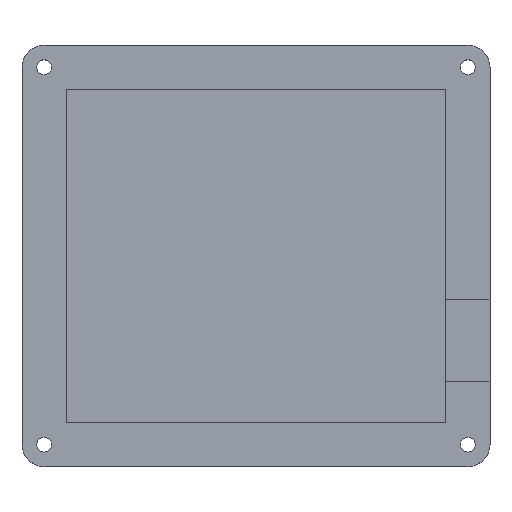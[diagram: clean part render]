
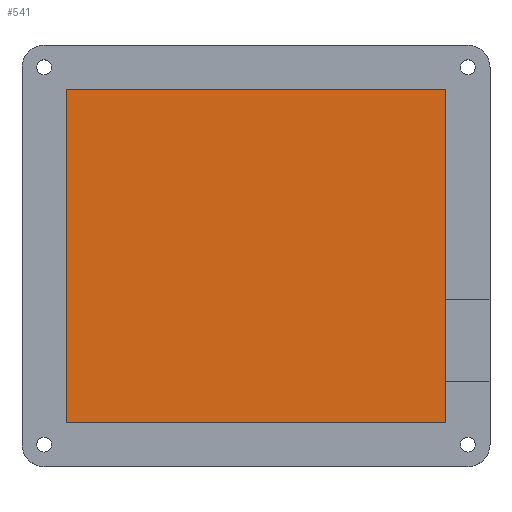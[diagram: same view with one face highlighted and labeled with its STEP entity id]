
A CAD part, top view. The second image highlights one B-rep face of the part: STEP entity #541.
In plain terms, the highlighted planar face has unit normal (0, 0, 1).
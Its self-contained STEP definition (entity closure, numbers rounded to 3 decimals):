
#45=PLANE('',#608);
#73=FACE_OUTER_BOUND('',#109,.T.);
#109=EDGE_LOOP('',(#477,#478,#479,#480));
#152=LINE('',#869,#200);
#154=LINE('',#873,#202);
#160=LINE('',#901,#208);
#162=LINE('',#904,#210);
#200=VECTOR('',#698,10.);
#202=VECTOR('',#702,10.);
#208=VECTOR('',#734,10.);
#210=VECTOR('',#738,10.);
#273=VERTEX_POINT('',#866);
#274=VERTEX_POINT('',#868);
#275=VERTEX_POINT('',#872);
#284=VERTEX_POINT('',#900);
#332=EDGE_CURVE('',#274,#273,#152,.T.);
#334=EDGE_CURVE('',#275,#274,#154,.T.);
#348=EDGE_CURVE('',#273,#284,#160,.T.);
#350=EDGE_CURVE('',#284,#275,#162,.T.);
#477=ORIENTED_EDGE('',*,*,#334,.T.);
#478=ORIENTED_EDGE('',*,*,#332,.T.);
#479=ORIENTED_EDGE('',*,*,#348,.T.);
#480=ORIENTED_EDGE('',*,*,#350,.T.);
#541=ADVANCED_FACE('',(#73),#45,.T.);
#608=AXIS2_PLACEMENT_3D('',#919,#759,#760);
#698=DIRECTION('',(0.,1.,0.));
#702=DIRECTION('',(1.,0.,0.));
#734=DIRECTION('',(-1.,0.,0.));
#738=DIRECTION('',(0.,-1.,0.));
#759=DIRECTION('center_axis',(0.,0.,1.));
#760=DIRECTION('ref_axis',(1.,0.,0.));
#866=CARTESIAN_POINT('',(17.84,37.78,3.));
#868=CARTESIAN_POINT('',(17.84,-37.36,3.));
#869=CARTESIAN_POINT('',(17.84,37.78,3.));
#872=CARTESIAN_POINT('',(-67.8,-37.36,3.));
#873=CARTESIAN_POINT('',(17.84,-37.36,3.));
#900=CARTESIAN_POINT('',(-67.8,37.78,3.));
#901=CARTESIAN_POINT('',(-67.8,37.78,3.));
#904=CARTESIAN_POINT('',(-67.8,-37.36,3.));
#919=CARTESIAN_POINT('Origin',(-24.98,0.21,3.));
